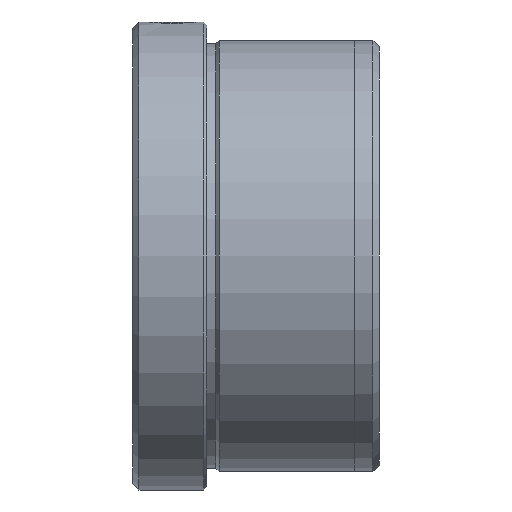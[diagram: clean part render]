
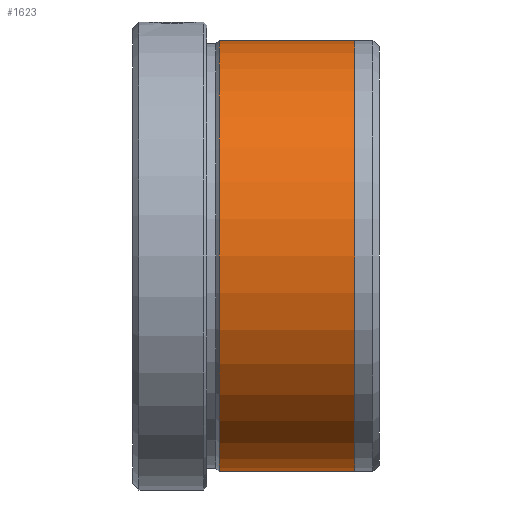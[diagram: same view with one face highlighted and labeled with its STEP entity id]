
A CAD part, left-side view. The second image highlights one B-rep face of the part: STEP entity #1623.
In plain terms, the highlighted cylindrical face has radius 35 mm (diameter 70 mm), a partial arc.
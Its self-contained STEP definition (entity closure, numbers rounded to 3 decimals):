
#2 = LINE ( 'NONE', #576, #1384 ) ;
#28 = DIRECTION ( 'NONE',  ( 0., -1., 0. ) ) ;
#78 = VECTOR ( 'NONE', #387, 1000. ) ;
#85 = ORIENTED_EDGE ( 'NONE', *, *, #1733, .F. ) ;
#114 = CARTESIAN_POINT ( 'NONE',  ( 0., -36., 35. ) ) ;
#162 = VERTEX_POINT ( 'NONE', #114 ) ;
#178 = DIRECTION ( 'NONE',  ( 0., 1., 0. ) ) ;
#210 = CARTESIAN_POINT ( 'NONE',  ( 0., -14., 0. ) ) ;
#243 = ORIENTED_EDGE ( 'NONE', *, *, #877, .F. ) ;
#347 = DIRECTION ( 'NONE',  ( 0., 0., 1. ) ) ;
#362 = VERTEX_POINT ( 'NONE', #951 ) ;
#387 = DIRECTION ( 'NONE',  ( 0., 1., 0. ) ) ;
#432 = AXIS2_PLACEMENT_3D ( 'NONE', #210, #1177, #347 ) ;
#437 = AXIS2_PLACEMENT_3D ( 'NONE', #860, #28, #997 ) ;
#466 = CARTESIAN_POINT ( 'NONE',  ( 0., -14., -35. ) ) ;
#469 = CARTESIAN_POINT ( 'NONE',  ( 0., -14., 35. ) ) ;
#511 = CIRCLE ( 'NONE', #437, 35. ) ;
#576 = CARTESIAN_POINT ( 'NONE',  ( 0., 0., -35. ) ) ;
#588 = DIRECTION ( 'NONE',  ( 0., 0., 1. ) ) ;
#591 = EDGE_CURVE ( 'NONE', #162, #1657, #696, .T. ) ;
#615 = FACE_OUTER_BOUND ( 'NONE', #1095, .T. ) ;
#696 = LINE ( 'NONE', #1767, #78 ) ;
#711 = ORIENTED_EDGE ( 'NONE', *, *, #1537, .F. ) ;
#713 = DIRECTION ( 'NONE',  ( 0., 1., 0. ) ) ;
#860 = CARTESIAN_POINT ( 'NONE',  ( 0., -36., 0. ) ) ;
#877 = EDGE_CURVE ( 'NONE', #162, #362, #511, .T. ) ;
#897 = CIRCLE ( 'NONE', #432, 35. ) ;
#951 = CARTESIAN_POINT ( 'NONE',  ( 0., -36., -35. ) ) ;
#964 = VERTEX_POINT ( 'NONE', #466 ) ;
#997 = DIRECTION ( 'NONE',  ( 0., 0., -1. ) ) ;
#1095 = EDGE_LOOP ( 'NONE', ( #711, #243, #1517, #85 ) ) ;
#1177 = DIRECTION ( 'NONE',  ( 0., 1., 0. ) ) ;
#1384 = VECTOR ( 'NONE', #713, 1000. ) ;
#1517 = ORIENTED_EDGE ( 'NONE', *, *, #591, .T. ) ;
#1537 = EDGE_CURVE ( 'NONE', #362, #964, #2, .T. ) ;
#1623 = ADVANCED_FACE ( 'NONE', ( #615 ), #1664, .T. ) ;
#1657 = VERTEX_POINT ( 'NONE', #469 ) ;
#1664 = CYLINDRICAL_SURFACE ( 'NONE', #1675, 35. ) ;
#1675 = AXIS2_PLACEMENT_3D ( 'NONE', #1692, #178, #588 ) ;
#1692 = CARTESIAN_POINT ( 'NONE',  ( 0., 0., 0. ) ) ;
#1733 = EDGE_CURVE ( 'NONE', #964, #1657, #897, .T. ) ;
#1767 = CARTESIAN_POINT ( 'NONE',  ( 0., 0., 35. ) ) ;
